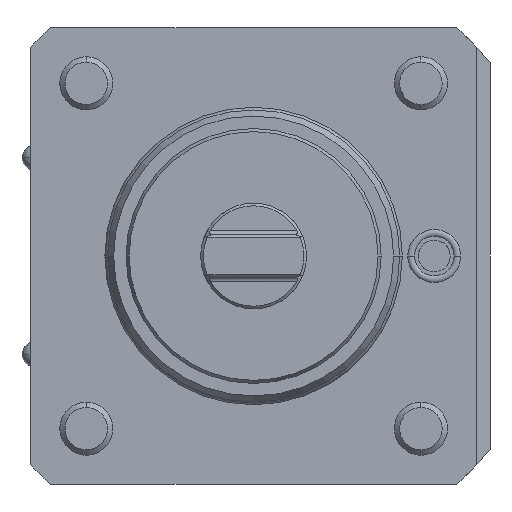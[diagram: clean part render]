
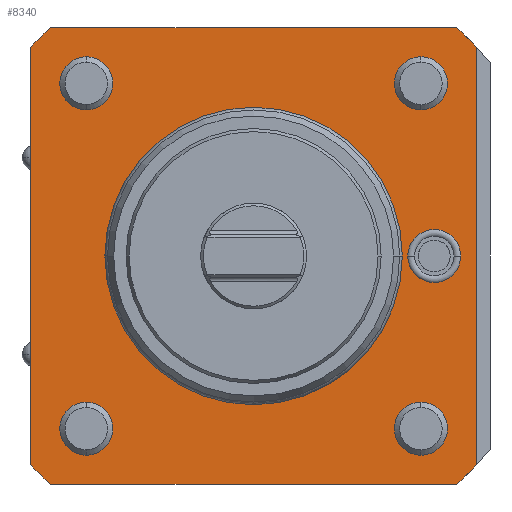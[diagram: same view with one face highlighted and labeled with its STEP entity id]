
A CAD part, front view. The second image highlights one B-rep face of the part: STEP entity #8340.
In plain terms, the highlighted planar face has unit normal (0, -1, 0).
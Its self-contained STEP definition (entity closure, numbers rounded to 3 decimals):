
#2887=DIRECTION('',(0.,0.,-1.));
#2888=VECTOR('',#2887,78.543);
#2889=CARTESIAN_POINT('',(42.,0.,39.271));
#2890=LINE('',#2889,#2888);
#2891=CARTESIAN_POINT('',(0.,0.,0.));
#2892=DIRECTION('',(0.,-1.,0.));
#2893=DIRECTION('',(0.664,0.,-0.748));
#2894=AXIS2_PLACEMENT_3D('',#2891,#2892,#2893);
#2896=DIRECTION('',(1.,0.,0.));
#2897=VECTOR('',#2896,76.348);
#2898=CARTESIAN_POINT('',(-38.174,0.,-43.));
#2899=LINE('',#2898,#2897);
#2900=CARTESIAN_POINT('',(0.,0.,0.));
#2901=DIRECTION('',(0.,-1.,0.));
#2902=DIRECTION('',(-0.73,0.,-0.683));
#2903=AXIS2_PLACEMENT_3D('',#2900,#2901,#2902);
#2905=DIRECTION('',(0.,0.,-1.));
#2906=VECTOR('',#2905,78.543);
#2907=CARTESIAN_POINT('',(-42.,0.,39.271));
#2908=LINE('',#2907,#2906);
#2909=CARTESIAN_POINT('',(0.,0.,0.));
#2910=DIRECTION('',(0.,-1.,0.));
#2911=DIRECTION('',(-0.664,0.,0.748));
#2912=AXIS2_PLACEMENT_3D('',#2909,#2910,#2911);
#2914=DIRECTION('',(-1.,0.,0.));
#2915=VECTOR('',#2914,76.348);
#2916=CARTESIAN_POINT('',(38.174,0.,43.));
#2917=LINE('',#2916,#2915);
#2918=CARTESIAN_POINT('',(0.,0.,0.));
#2919=DIRECTION('',(0.,-1.,0.));
#2920=DIRECTION('',(0.73,0.,0.683));
#2921=AXIS2_PLACEMENT_3D('',#2918,#2919,#2920);
#2935=CARTESIAN_POINT('',(-31.5,0.,-32.5));
#2936=DIRECTION('',(0.,1.,0.));
#2937=DIRECTION('',(0.,0.,-1.));
#2938=AXIS2_PLACEMENT_3D('',#2935,#2936,#2937);
#2940=CARTESIAN_POINT('',(-31.5,0.,-32.5));
#2941=DIRECTION('',(0.,1.,0.));
#2942=DIRECTION('',(0.,0.,1.));
#2943=AXIS2_PLACEMENT_3D('',#2940,#2941,#2942);
#2981=CARTESIAN_POINT('',(31.5,0.,-32.5));
#2982=DIRECTION('',(0.,1.,0.));
#2983=DIRECTION('',(0.,0.,-1.));
#2984=AXIS2_PLACEMENT_3D('',#2981,#2982,#2983);
#2986=CARTESIAN_POINT('',(31.5,0.,-32.5));
#2987=DIRECTION('',(0.,1.,0.));
#2988=DIRECTION('',(0.,0.,1.));
#2989=AXIS2_PLACEMENT_3D('',#2986,#2987,#2988);
#3027=CARTESIAN_POINT('',(31.5,0.,32.5));
#3028=DIRECTION('',(0.,1.,0.));
#3029=DIRECTION('',(0.,0.,-1.));
#3030=AXIS2_PLACEMENT_3D('',#3027,#3028,#3029);
#3032=CARTESIAN_POINT('',(31.5,0.,32.5));
#3033=DIRECTION('',(0.,1.,0.));
#3034=DIRECTION('',(0.,0.,1.));
#3035=AXIS2_PLACEMENT_3D('',#3032,#3033,#3034);
#3073=CARTESIAN_POINT('',(-31.5,0.,32.5));
#3074=DIRECTION('',(0.,1.,0.));
#3075=DIRECTION('',(0.,0.,-1.));
#3076=AXIS2_PLACEMENT_3D('',#3073,#3074,#3075);
#3078=CARTESIAN_POINT('',(-31.5,0.,32.5));
#3079=DIRECTION('',(0.,1.,0.));
#3080=DIRECTION('',(0.,0.,1.));
#3081=AXIS2_PLACEMENT_3D('',#3078,#3079,#3080);
#3124=CARTESIAN_POINT('',(34.,0.,0.));
#3125=DIRECTION('',(0.,1.,0.));
#3126=DIRECTION('',(-1.,0.,0.));
#3127=AXIS2_PLACEMENT_3D('',#3124,#3125,#3126);
#3149=CARTESIAN_POINT('',(34.,0.,0.));
#3150=DIRECTION('',(0.,1.,0.));
#3151=DIRECTION('',(1.,0.,0.));
#3152=AXIS2_PLACEMENT_3D('',#3149,#3150,#3151);
#3201=CARTESIAN_POINT('',(0.,0.,0.));
#3202=DIRECTION('',(0.,1.,0.));
#3203=DIRECTION('',(0.,0.,-1.));
#3204=AXIS2_PLACEMENT_3D('',#3201,#3202,#3203);
#3206=CARTESIAN_POINT('',(0.,0.,0.));
#3207=DIRECTION('',(0.,1.,0.));
#3208=DIRECTION('',(0.,0.,1.));
#3209=AXIS2_PLACEMENT_3D('',#3206,#3207,#3208);
#5672=CARTESIAN_POINT('',(-38.174,0.,-43.));
#5673=CARTESIAN_POINT('',(38.174,0.,-43.));
#5674=VERTEX_POINT('',#5672);
#5675=VERTEX_POINT('',#5673);
#5676=CARTESIAN_POINT('',(38.174,0.,43.));
#5677=CARTESIAN_POINT('',(-38.174,0.,43.));
#5678=VERTEX_POINT('',#5676);
#5679=VERTEX_POINT('',#5677);
#5680=CARTESIAN_POINT('',(-42.,0.,39.271));
#5681=VERTEX_POINT('',#5680);
#5682=CARTESIAN_POINT('',(-42.,0.,-39.271));
#5683=VERTEX_POINT('',#5682);
#5704=CARTESIAN_POINT('',(42.,0.,39.271));
#5705=CARTESIAN_POINT('',(42.,0.,-39.271));
#5706=VERTEX_POINT('',#5704);
#5707=VERTEX_POINT('',#5705);
#5712=CARTESIAN_POINT('',(0.,0.,-27.353));
#5713=CARTESIAN_POINT('',(0.,0.,27.353));
#5714=VERTEX_POINT('',#5712);
#5715=VERTEX_POINT('',#5713);
#5778=CARTESIAN_POINT('',(29.026,0.,0.));
#5779=CARTESIAN_POINT('',(38.974,0.,0.));
#5780=VERTEX_POINT('',#5778);
#5781=VERTEX_POINT('',#5779);
#5782=CARTESIAN_POINT('',(-31.5,0.,27.5));
#5783=CARTESIAN_POINT('',(-31.5,0.,37.5));
#5784=VERTEX_POINT('',#5782);
#5785=VERTEX_POINT('',#5783);
#5786=CARTESIAN_POINT('',(31.5,0.,27.5));
#5787=CARTESIAN_POINT('',(31.5,0.,37.5));
#5788=VERTEX_POINT('',#5786);
#5789=VERTEX_POINT('',#5787);
#5790=CARTESIAN_POINT('',(31.5,0.,-37.5));
#5791=CARTESIAN_POINT('',(31.5,0.,-27.5));
#5792=VERTEX_POINT('',#5790);
#5793=VERTEX_POINT('',#5791);
#5794=CARTESIAN_POINT('',(-31.5,0.,-37.5));
#5795=CARTESIAN_POINT('',(-31.5,0.,-27.5));
#5796=VERTEX_POINT('',#5794);
#5797=VERTEX_POINT('',#5795);
#8288=CARTESIAN_POINT('',(0.,0.,0.));
#8289=DIRECTION('',(0.,-1.,0.));
#8290=DIRECTION('',(-1.,0.,0.));
#8291=AXIS2_PLACEMENT_3D('',#8288,#8289,#8290);
#8292=PLANE('',#8291);
#8294=ORIENTED_EDGE('',*,*,#8293,.T.);
#8295=ORIENTED_EDGE('',*,*,#8180,.F.);
#8296=ORIENTED_EDGE('',*,*,#8166,.F.);
#8297=ORIENTED_EDGE('',*,*,#8283,.F.);
#8298=ORIENTED_EDGE('',*,*,#8258,.F.);
#8299=ORIENTED_EDGE('',*,*,#8244,.F.);
#8300=ORIENTED_EDGE('',*,*,#8230,.F.);
#8301=ORIENTED_EDGE('',*,*,#8216,.F.);
#8302=EDGE_LOOP('',(#8294,#8295,#8296,#8297,#8298,#8299,#8300,#8301));
#8303=FACE_OUTER_BOUND('',#8302,.F.);
#8305=ORIENTED_EDGE('',*,*,#8304,.F.);
#8307=ORIENTED_EDGE('',*,*,#8306,.F.);
#8308=EDGE_LOOP('',(#8305,#8307));
#8309=FACE_BOUND('',#8308,.F.);
#8311=ORIENTED_EDGE('',*,*,#8310,.F.);
#8313=ORIENTED_EDGE('',*,*,#8312,.F.);
#8314=EDGE_LOOP('',(#8311,#8313));
#8315=FACE_BOUND('',#8314,.F.);
#8317=ORIENTED_EDGE('',*,*,#8316,.F.);
#8319=ORIENTED_EDGE('',*,*,#8318,.F.);
#8320=EDGE_LOOP('',(#8317,#8319));
#8321=FACE_BOUND('',#8320,.F.);
#8323=ORIENTED_EDGE('',*,*,#8322,.F.);
#8325=ORIENTED_EDGE('',*,*,#8324,.F.);
#8326=EDGE_LOOP('',(#8323,#8325));
#8327=FACE_BOUND('',#8326,.F.);
#8329=ORIENTED_EDGE('',*,*,#8328,.F.);
#8331=ORIENTED_EDGE('',*,*,#8330,.F.);
#8332=EDGE_LOOP('',(#8329,#8331));
#8333=FACE_BOUND('',#8332,.F.);
#8335=ORIENTED_EDGE('',*,*,#8334,.F.);
#8337=ORIENTED_EDGE('',*,*,#8336,.F.);
#8338=EDGE_LOOP('',(#8335,#8337));
#8339=FACE_BOUND('',#8338,.F.);
#2895=CIRCLE('',#2894,57.5);
#2904=CIRCLE('',#2903,57.5);
#2913=CIRCLE('',#2912,57.5);
#2922=CIRCLE('',#2921,57.5);
#2939=CIRCLE('',#2938,5.);
#2944=CIRCLE('',#2943,5.);
#2985=CIRCLE('',#2984,5.);
#2990=CIRCLE('',#2989,5.);
#3031=CIRCLE('',#3030,5.);
#3036=CIRCLE('',#3035,5.);
#3077=CIRCLE('',#3076,5.);
#3082=CIRCLE('',#3081,5.);
#3128=CIRCLE('',#3127,4.974);
#3153=CIRCLE('',#3152,4.974);
#3205=CIRCLE('',#3204,27.353);
#3210=CIRCLE('',#3209,27.353);
#8166=EDGE_CURVE('',#5674,#5675,#2899,.T.);
#8180=EDGE_CURVE('',#5675,#5707,#2895,.T.);
#8216=EDGE_CURVE('',#5706,#5678,#2922,.T.);
#8230=EDGE_CURVE('',#5678,#5679,#2917,.T.);
#8244=EDGE_CURVE('',#5679,#5681,#2913,.T.);
#8258=EDGE_CURVE('',#5681,#5683,#2908,.T.);
#8283=EDGE_CURVE('',#5683,#5674,#2904,.T.);
#8293=EDGE_CURVE('',#5706,#5707,#2890,.T.);
#8304=EDGE_CURVE('',#5796,#5797,#2939,.T.);
#8306=EDGE_CURVE('',#5797,#5796,#2944,.T.);
#8310=EDGE_CURVE('',#5792,#5793,#2985,.T.);
#8312=EDGE_CURVE('',#5793,#5792,#2990,.T.);
#8316=EDGE_CURVE('',#5788,#5789,#3031,.T.);
#8318=EDGE_CURVE('',#5789,#5788,#3036,.T.);
#8322=EDGE_CURVE('',#5784,#5785,#3077,.T.);
#8324=EDGE_CURVE('',#5785,#5784,#3082,.T.);
#8328=EDGE_CURVE('',#5780,#5781,#3128,.T.);
#8330=EDGE_CURVE('',#5781,#5780,#3153,.T.);
#8334=EDGE_CURVE('',#5714,#5715,#3205,.T.);
#8336=EDGE_CURVE('',#5715,#5714,#3210,.T.);
#8340=ADVANCED_FACE('',(#8303,#8309,#8315,#8321,#8327,#8333,#8339),#8292,.T.);
